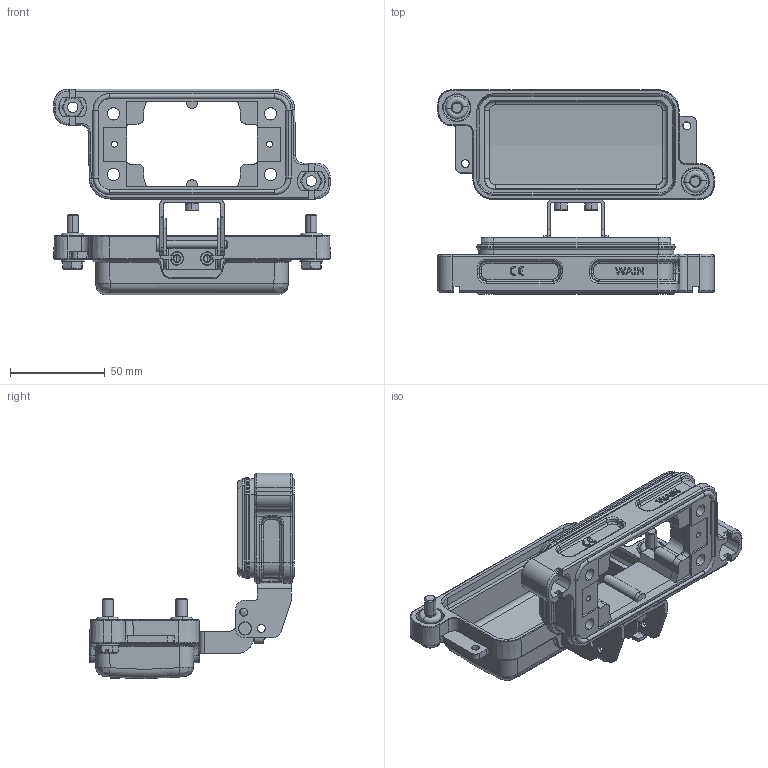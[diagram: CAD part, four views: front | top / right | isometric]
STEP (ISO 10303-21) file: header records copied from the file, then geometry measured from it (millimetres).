
FILE_DESCRIPTION(/* description */ (''),/* implementation_level */ '2;1');
FILE_NAME(/* name */ '3D_1136103601001_HP10B_H-BK-2H-MCV_V1.1.STP',/* time_stamp */ '2024-01-15T18:25:49+08:00',/* author */ (''),/* organization */ (''),/* preprocessor_version */ 'ST-DEVELOPER v18.1',/* originating_system */ 'SIEMENS PLM Software NX 1980',/* authorisation */ '');
FILE_SCHEMA (('AP203_CONFIGURATION_CONTROLLED_3D_DESIGN_OF_MECHANICAL_PARTS_AND_ASSEMBLIES_MIM_LF { 1 0 10303 403 2 1 2}'));
Length unit declared in the file: millimetre
Products named in the file (1): temp
Bounding box: 146 x 107.99 x 108.57 mm (x, y, z)
Volume: 119743.9 mm3; surface area: 73714.4 mm2
Topology: 11 solids, 11 shells, 1248 faces, 3226 edges, 2030 vertices
Faces by surface type: plane 540, cylinder 320, cone 158, torus 142, bspline 68, extrusion 16, sphere 4
Entity records: 44154 total; most frequent: CARTESIAN_POINT 15942, ORIENTED_EDGE 6412, DIRECTION 4962, EDGE_CURVE 3206, VERTEX_POINT 2022, AXIS2_PLACEMENT_3D 1786, VECTOR 1390, LINE 1374
